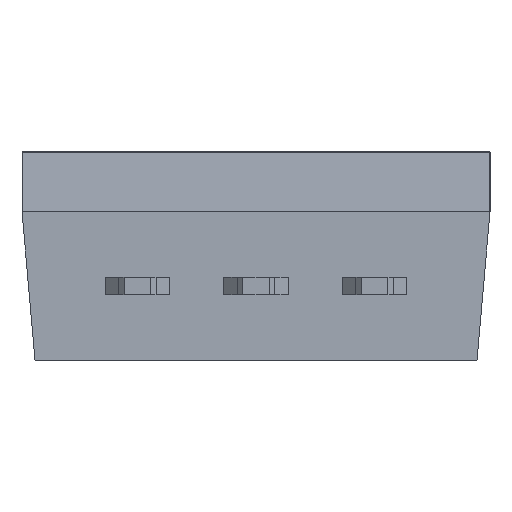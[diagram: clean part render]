
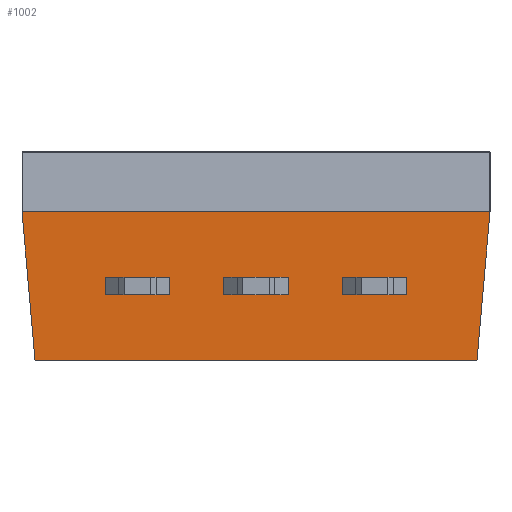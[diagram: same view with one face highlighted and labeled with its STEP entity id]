
A CAD part, front view. The second image highlights one B-rep face of the part: STEP entity #1002.
In plain terms, the highlighted planar face has unit normal (0, -1, 0).
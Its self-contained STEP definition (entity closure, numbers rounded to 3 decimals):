
#109=DIRECTION('',(0.087,0.,-0.996));
#110=VECTOR('',#109,3.077);
#111=CARTESIAN_POINT('',(-4.99,3.,-1.384));
#112=LINE('',#111,#110);
#117=DIRECTION('',(0.,0.,1.));
#118=VECTOR('',#117,0.114);
#119=CARTESIAN_POINT('',(-4.99,3.,-1.384));
#120=LINE('',#119,#118);
#121=DIRECTION('',(0.,0.,1.));
#122=VECTOR('',#121,0.114);
#123=CARTESIAN_POINT('',(4.99,3.,-1.384));
#124=LINE('',#123,#122);
#125=DIRECTION('',(1.,0.,0.));
#126=VECTOR('',#125,1.37);
#127=CARTESIAN_POINT('',(-3.225,3.,-2.67));
#128=LINE('',#127,#126);
#129=DIRECTION('',(0.,0.,1.));
#130=VECTOR('',#129,0.38);
#131=CARTESIAN_POINT('',(-3.225,3.,-3.05));
#132=LINE('',#131,#130);
#133=DIRECTION('',(1.,0.,0.));
#134=VECTOR('',#133,1.37);
#135=CARTESIAN_POINT('',(-3.225,3.,-3.05));
#136=LINE('',#135,#134);
#137=DIRECTION('',(0.,0.,1.));
#138=VECTOR('',#137,0.38);
#139=CARTESIAN_POINT('',(-1.855,3.,-3.05));
#140=LINE('',#139,#138);
#141=DIRECTION('',(1.,0.,0.));
#142=VECTOR('',#141,1.37);
#143=CARTESIAN_POINT('',(-0.685,3.,-2.67));
#144=LINE('',#143,#142);
#145=DIRECTION('',(0.,0.,1.));
#146=VECTOR('',#145,0.38);
#147=CARTESIAN_POINT('',(-0.685,3.,-3.05));
#148=LINE('',#147,#146);
#149=DIRECTION('',(1.,0.,0.));
#150=VECTOR('',#149,1.37);
#151=CARTESIAN_POINT('',(-0.685,3.,-3.05));
#152=LINE('',#151,#150);
#153=DIRECTION('',(0.,0.,1.));
#154=VECTOR('',#153,0.38);
#155=CARTESIAN_POINT('',(0.685,3.,-3.05));
#156=LINE('',#155,#154);
#157=DIRECTION('',(1.,0.,0.));
#158=VECTOR('',#157,1.37);
#159=CARTESIAN_POINT('',(1.855,3.,-2.67));
#160=LINE('',#159,#158);
#161=DIRECTION('',(0.,0.,1.));
#162=VECTOR('',#161,0.38);
#163=CARTESIAN_POINT('',(1.855,3.,-3.05));
#164=LINE('',#163,#162);
#165=DIRECTION('',(1.,0.,0.));
#166=VECTOR('',#165,1.37);
#167=CARTESIAN_POINT('',(1.855,3.,-3.05));
#168=LINE('',#167,#166);
#169=DIRECTION('',(0.,0.,1.));
#170=VECTOR('',#169,0.38);
#171=CARTESIAN_POINT('',(3.225,3.,-3.05));
#172=LINE('',#171,#170);
#185=DIRECTION('',(1.,0.,0.));
#186=VECTOR('',#185,9.98);
#187=CARTESIAN_POINT('',(-4.99,3.,-1.27));
#188=LINE('',#187,#186);
#261=DIRECTION('',(0.087,0.,0.996));
#262=VECTOR('',#261,3.077);
#263=CARTESIAN_POINT('',(4.722,3.,-4.45));
#264=LINE('',#263,#262);
#265=DIRECTION('',(1.,0.,0.));
#266=VECTOR('',#265,9.444);
#267=CARTESIAN_POINT('',(-4.722,3.,-4.45));
#268=LINE('',#267,#266);
#633=CARTESIAN_POINT('',(-4.722,3.,-4.45));
#634=CARTESIAN_POINT('',(4.722,3.,-4.45));
#635=VERTEX_POINT('',#633);
#636=VERTEX_POINT('',#634);
#670=CARTESIAN_POINT('',(-4.99,3.,-1.384));
#672=VERTEX_POINT('',#670);
#673=CARTESIAN_POINT('',(4.99,3.,-1.384));
#675=VERTEX_POINT('',#673);
#677=CARTESIAN_POINT('',(-4.99,3.,-1.27));
#679=VERTEX_POINT('',#677);
#681=CARTESIAN_POINT('',(4.99,3.,-1.27));
#683=VERTEX_POINT('',#681);
#741=CARTESIAN_POINT('',(-3.225,3.,-2.67));
#742=CARTESIAN_POINT('',(-1.855,3.,-2.67));
#743=VERTEX_POINT('',#741);
#744=VERTEX_POINT('',#742);
#745=CARTESIAN_POINT('',(-0.685,3.,-2.67));
#746=CARTESIAN_POINT('',(0.685,3.,-2.67));
#747=VERTEX_POINT('',#745);
#748=VERTEX_POINT('',#746);
#749=CARTESIAN_POINT('',(1.855,3.,-2.67));
#750=CARTESIAN_POINT('',(3.225,3.,-2.67));
#751=VERTEX_POINT('',#749);
#752=VERTEX_POINT('',#750);
#753=CARTESIAN_POINT('',(-3.225,3.,-3.05));
#754=CARTESIAN_POINT('',(-1.855,3.,-3.05));
#755=VERTEX_POINT('',#753);
#756=VERTEX_POINT('',#754);
#757=CARTESIAN_POINT('',(-0.685,3.,-3.05));
#758=CARTESIAN_POINT('',(0.685,3.,-3.05));
#759=VERTEX_POINT('',#757);
#760=VERTEX_POINT('',#758);
#761=CARTESIAN_POINT('',(1.855,3.,-3.05));
#762=CARTESIAN_POINT('',(3.225,3.,-3.05));
#763=VERTEX_POINT('',#761);
#764=VERTEX_POINT('',#762);
#955=CARTESIAN_POINT('',(-5.,3.,0.));
#956=DIRECTION('',(0.,-1.,0.));
#957=DIRECTION('',(1.,0.,0.));
#958=AXIS2_PLACEMENT_3D('',#955,#956,#957);
#959=PLANE('',#958);
#960=ORIENTED_EDGE('',*,*,#936,.T.);
#962=ORIENTED_EDGE('',*,*,#961,.T.);
#964=ORIENTED_EDGE('',*,*,#963,.F.);
#966=ORIENTED_EDGE('',*,*,#965,.F.);
#968=ORIENTED_EDGE('',*,*,#967,.F.);
#969=ORIENTED_EDGE('',*,*,#947,.F.);
#970=EDGE_LOOP('',(#960,#962,#964,#966,#968,#969));
#971=FACE_OUTER_BOUND('',#970,.F.);
#973=ORIENTED_EDGE('',*,*,#972,.F.);
#975=ORIENTED_EDGE('',*,*,#974,.F.);
#977=ORIENTED_EDGE('',*,*,#976,.T.);
#979=ORIENTED_EDGE('',*,*,#978,.T.);
#980=EDGE_LOOP('',(#973,#975,#977,#979));
#981=FACE_BOUND('',#980,.F.);
#983=ORIENTED_EDGE('',*,*,#982,.F.);
#985=ORIENTED_EDGE('',*,*,#984,.F.);
#987=ORIENTED_EDGE('',*,*,#986,.T.);
#989=ORIENTED_EDGE('',*,*,#988,.T.);
#990=EDGE_LOOP('',(#983,#985,#987,#989));
#991=FACE_BOUND('',#990,.F.);
#993=ORIENTED_EDGE('',*,*,#992,.F.);
#995=ORIENTED_EDGE('',*,*,#994,.F.);
#997=ORIENTED_EDGE('',*,*,#996,.T.);
#999=ORIENTED_EDGE('',*,*,#998,.T.);
#1000=EDGE_LOOP('',(#993,#995,#997,#999));
#1001=FACE_BOUND('',#1000,.F.);
#1002=ADVANCED_FACE('',(#971,#981,#991,#1001),#959,.T.);
#936=EDGE_CURVE('',#672,#679,#120,.T.);
#947=EDGE_CURVE('',#672,#635,#112,.T.);
#961=EDGE_CURVE('',#679,#683,#188,.T.);
#963=EDGE_CURVE('',#675,#683,#124,.T.);
#965=EDGE_CURVE('',#636,#675,#264,.T.);
#967=EDGE_CURVE('',#635,#636,#268,.T.);
#972=EDGE_CURVE('',#743,#744,#128,.T.);
#974=EDGE_CURVE('',#755,#743,#132,.T.);
#976=EDGE_CURVE('',#755,#756,#136,.T.);
#978=EDGE_CURVE('',#756,#744,#140,.T.);
#982=EDGE_CURVE('',#747,#748,#144,.T.);
#984=EDGE_CURVE('',#759,#747,#148,.T.);
#986=EDGE_CURVE('',#759,#760,#152,.T.);
#988=EDGE_CURVE('',#760,#748,#156,.T.);
#992=EDGE_CURVE('',#751,#752,#160,.T.);
#994=EDGE_CURVE('',#763,#751,#164,.T.);
#996=EDGE_CURVE('',#763,#764,#168,.T.);
#998=EDGE_CURVE('',#764,#752,#172,.T.);
